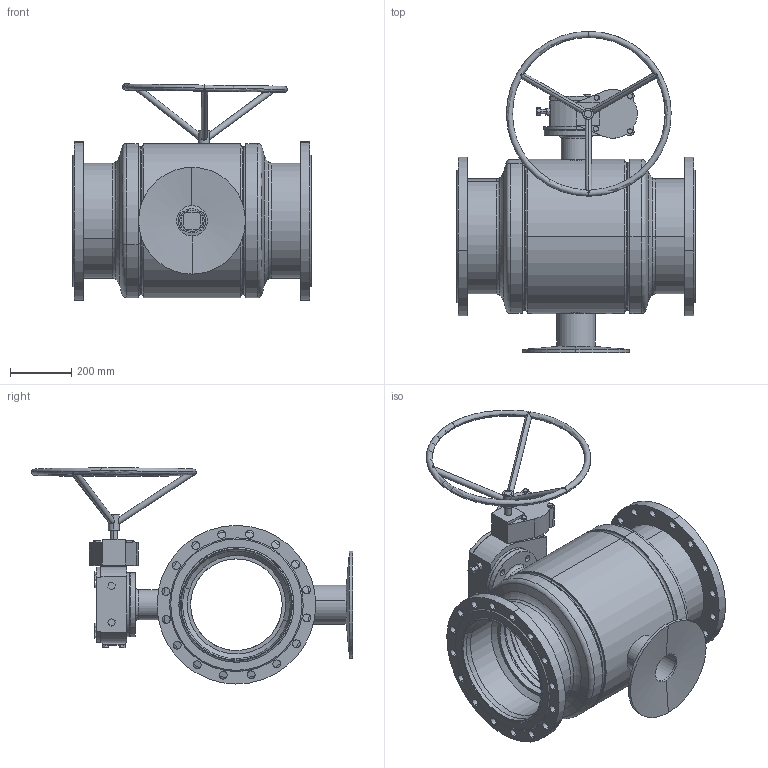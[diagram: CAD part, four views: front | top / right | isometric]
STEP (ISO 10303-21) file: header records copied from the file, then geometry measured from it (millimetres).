
FILE_DESCRIPTION (( 'STEP AP214' ), '1' );
FILE_NAME ('DN350涡轮法兰球阀PN16.STEP', '2023-10-08T06:09:10', ( '' ), ( '' ), 'SwSTEP 2.0', 'SolidWorks 2019', '' );
FILE_SCHEMA (( 'AUTOMOTIVE_DESIGN' ));
Length unit declared in the file: millimetre
Products named in the file (11): Q61F-350-3概裝; DN350涡轮法兰球阀PN16; 350楊擘1.6; 350埴攫盓殤奪; 盓殤埴攫350; 忒謫350; 350瑩; Q61F-350-7粣杶珨; 恘謫350; DN350-概极; 350晚概极
Assembly tree (12 placements, depth 2):
  DN350涡轮法兰球阀PN16
    DN350-概极
    350晚概极  x2
    Q61F-350-7粣杶珨
    Q61F-350-3概裝
    350埴攫盓殤奪
    盓殤埴攫350
    恘謫350
    忒謫350
    350瑩
    350楊擘1.6  x2
Bounding box: 780 x 1052 x 708.17 mm (x, y, z)
Volume: 44882481.2 mm3; surface area: 4242363.9 mm2
Topology: 22 solids, 26 shells, 840 faces, 1882 edges, 1200 vertices
Faces by surface type: cylinder 342, plane 324, cone 144, torus 30
Entity records: 22372 total; most frequent: CARTESIAN_POINT 5282, DIRECTION 3442, ORIENTED_EDGE 3104, EDGE_CURVE 1552, AXIS2_PLACEMENT_3D 1370, VERTEX_POINT 988, EDGE_LOOP 840, VECTOR 702
